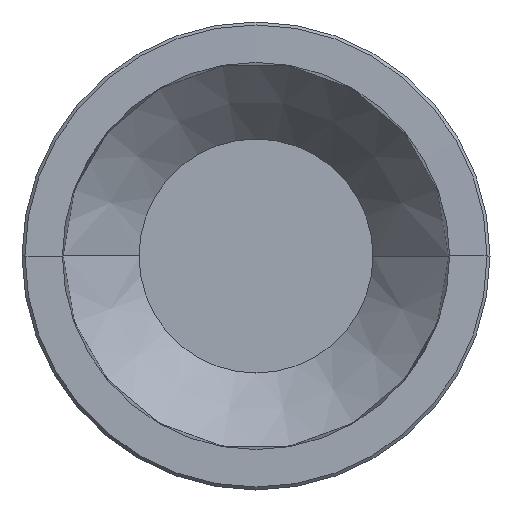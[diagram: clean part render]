
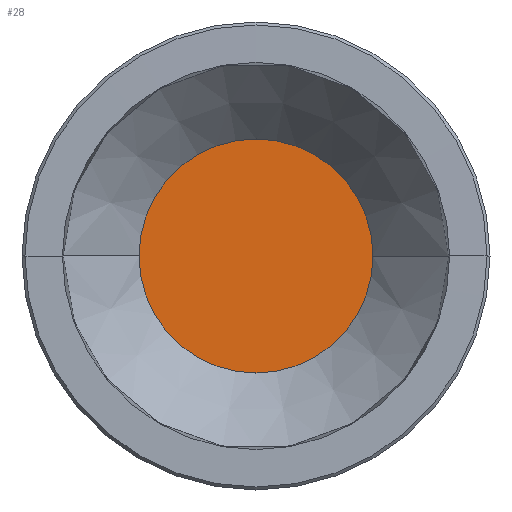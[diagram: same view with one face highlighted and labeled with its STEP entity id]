
A CAD part, front view. The second image highlights one B-rep face of the part: STEP entity #28.
In plain terms, the highlighted planar face has unit normal (0, -1, 0).
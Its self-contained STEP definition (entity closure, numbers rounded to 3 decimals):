
#3 = CARTESIAN_POINT ( 'NONE',  ( -5.432, 33.303, 0. ) ) ;
#6 = PLANE ( 'NONE',  #60 ) ;
#8 = CIRCLE ( 'NONE', #2300, 2.845 ) ;
#25 = VERTEX_POINT ( 'NONE', #1525 ) ;
#28 = ADVANCED_FACE ( 'NONE', ( #1319 ), #6, .T. ) ;
#60 = AXIS2_PLACEMENT_3D ( 'NONE', #1114, #1263, #1702 ) ;
#551 = AXIS2_PLACEMENT_3D ( 'NONE', #3, #1146, #1336 ) ;
#644 = ORIENTED_EDGE ( 'NONE', *, *, #882, .T. ) ;
#882 = EDGE_CURVE ( 'NONE', #2489, #25, #8, .T. ) ;
#889 = DIRECTION ( 'NONE',  ( 0., -1., 0. ) ) ;
#1064 = EDGE_LOOP ( 'NONE', ( #644, #1951 ) ) ;
#1114 = CARTESIAN_POINT ( 'NONE',  ( -2.132, 33.303, 0. ) ) ;
#1146 = DIRECTION ( 'NONE',  ( 0., -1., 0. ) ) ;
#1263 = DIRECTION ( 'NONE',  ( 0., -1., 0. ) ) ;
#1319 = FACE_OUTER_BOUND ( 'NONE', #1064, .T. ) ;
#1336 = DIRECTION ( 'NONE',  ( 1., 0., 0. ) ) ;
#1525 = CARTESIAN_POINT ( 'NONE',  ( -8.277, 33.303, 0. ) ) ;
#1702 = DIRECTION ( 'NONE',  ( 1., 0., 0. ) ) ;
#1951 = ORIENTED_EDGE ( 'NONE', *, *, #2294, .T. ) ;
#2037 = CARTESIAN_POINT ( 'NONE',  ( -2.586, 33.303, 0. ) ) ;
#2160 = DIRECTION ( 'NONE',  ( 1., 0., 0. ) ) ;
#2185 = CARTESIAN_POINT ( 'NONE',  ( -5.432, 33.303, 0. ) ) ;
#2294 = EDGE_CURVE ( 'NONE', #25, #2489, #2360, .T. ) ;
#2300 = AXIS2_PLACEMENT_3D ( 'NONE', #2185, #889, #2160 ) ;
#2360 = CIRCLE ( 'NONE', #551, 2.845 ) ;
#2489 = VERTEX_POINT ( 'NONE', #2037 ) ;
